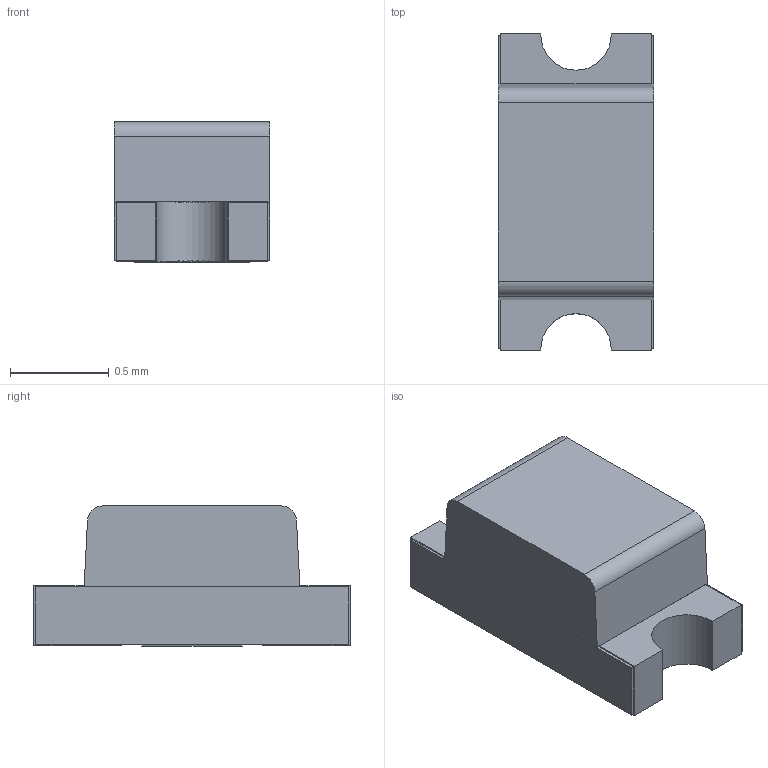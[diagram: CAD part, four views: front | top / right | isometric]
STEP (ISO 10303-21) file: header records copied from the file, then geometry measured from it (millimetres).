
FILE_DESCRIPTION (( 'STEP AP214' ), '1' );
FILE_NAME ('LED 0603 yellow.STEP', '2018-01-14T14:19:33', ( '' ), ( '' ), 'SwSTEP 2.0', 'SolidWorks 2017', '' );
FILE_SCHEMA (( 'AUTOMOTIVE_DESIGN' ));
Length unit declared in the file: millimetre
Products named in the file (1): LED 0603 yellow
Bounding box: 0.79 x 1.6 x 0.71 mm (x, y, z)
Volume: 0.7 mm3; surface area: 10.2 mm2
Topology: 5 solids, 5 shells, 57 faces, 141 edges, 94 vertices
Faces by surface type: plane 47, bspline 6, cylinder 4
Entity records: 1909 total; most frequent: CARTESIAN_POINT 445, ORIENTED_EDGE 282, DIRECTION 239, EDGE_CURVE 141, LINE 119, VECTOR 119, VERTEX_POINT 94, AXIS2_PLACEMENT_3D 60
